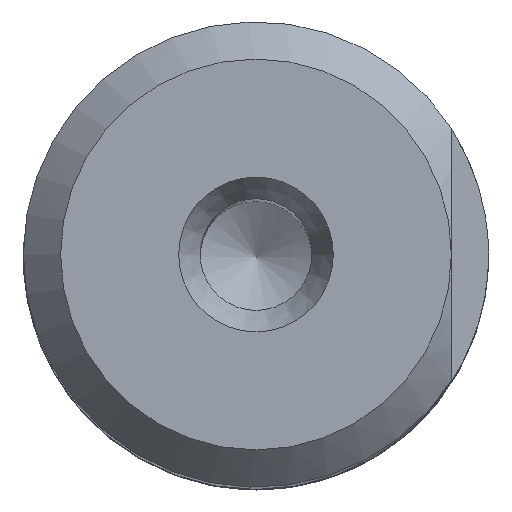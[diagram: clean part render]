
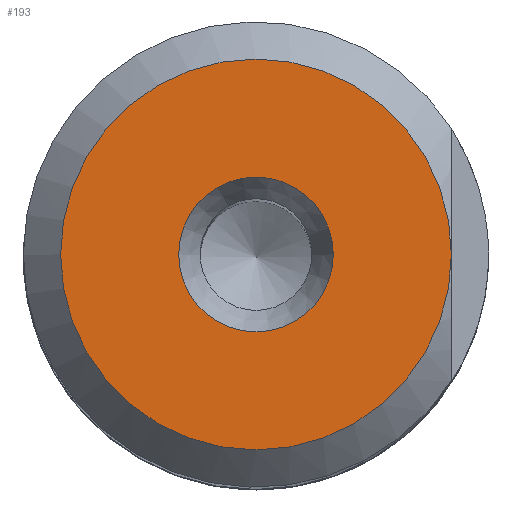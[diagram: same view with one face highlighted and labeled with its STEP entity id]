
A CAD part, top view. The second image highlights one B-rep face of the part: STEP entity #193.
In plain terms, the highlighted planar face has unit normal (0, 0, 1).
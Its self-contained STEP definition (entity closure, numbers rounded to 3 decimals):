
#134=PLANE('',#1119);
#193=ADVANCED_FACE('',(#409,#410),#134,.F.);
#409=FACE_BOUND('',#500,.T.);
#410=FACE_BOUND('',#501,.T.);
#500=EDGE_LOOP('',(#597));
#501=EDGE_LOOP('',(#598));
#597=ORIENTED_EDGE('',*,*,#739,.T.);
#598=ORIENTED_EDGE('',*,*,#740,.F.);
#685=VERTEX_POINT('',#1785);
#686=VERTEX_POINT('',#1787);
#739=EDGE_CURVE('',#685,#685,#793,.T.);
#740=EDGE_CURVE('',#686,#686,#794,.T.);
#793=CIRCLE('',#1117,10.5);
#794=CIRCLE('',#1118,4.155);
#1117=AXIS2_PLACEMENT_3D('',#1784,#1256,#1257);
#1118=AXIS2_PLACEMENT_3D('',#1786,#1258,#1259);
#1119=AXIS2_PLACEMENT_3D('',#1788,#1260,#1261);
#1256=DIRECTION('',(0.,0.,1.));
#1257=DIRECTION('',(-1.,0.,0.));
#1258=DIRECTION('',(0.,0.,1.));
#1259=DIRECTION('',(1.,0.,0.));
#1260=DIRECTION('',(0.,0.,-1.));
#1261=DIRECTION('',(-1.,0.,0.));
#1784=CARTESIAN_POINT('',(0.,0.,58.));
#1785=CARTESIAN_POINT('',(10.5,0.,58.));
#1786=CARTESIAN_POINT('',(0.,0.,58.));
#1787=CARTESIAN_POINT('',(4.155,0.,58.));
#1788=CARTESIAN_POINT('',(12.5,0.,58.));
